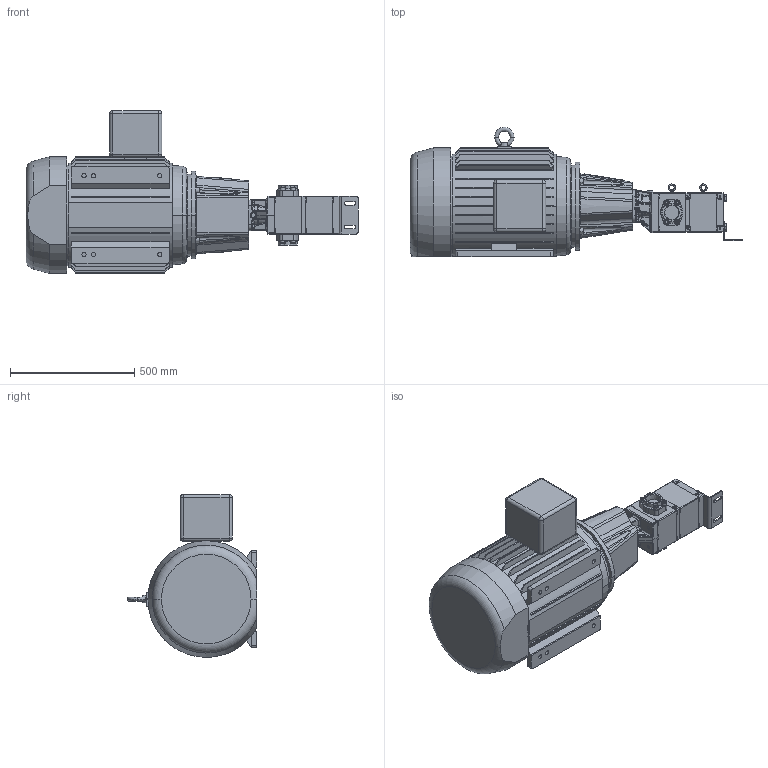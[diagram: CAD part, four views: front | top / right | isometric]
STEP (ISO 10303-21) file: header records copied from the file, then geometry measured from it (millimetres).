
FILE_DESCRIPTION (( 'STEP AP214' ), '1' );
FILE_NAME ('GPV-1018-032-U.STEP', '2021-08-18T18:52:41', ( '' ), ( '' ), 'SwSTEP 2.0', 'SolidWorks 2020', '' );
FILE_SCHEMA (( 'AUTOMOTIVE_DESIGN' ));
Length unit declared in the file: inch
Products named in the file (1): GPV-1018-032-U
Bounding box: 1337.34 x 521.28 x 656.08 mm (x, y, z)
Volume: 126006479.5 mm3; surface area: 2719224.7 mm2
Topology: 1 solids, 1 shells, 3998 faces, 10501 edges, 6779 vertices
Faces by surface type: plane 2217, bspline 1059, cylinder 403, cone 245, sphere 40, torus 34
Entity records: 194344 total; most frequent: CARTESIAN_POINT 72850, ORIENTED_EDGE 20938, DIRECTION 14700, EDGE_CURVE 10469, VERTEX_POINT 6779, LINE 6520, VECTOR 6520, EDGE_LOOP 4334
